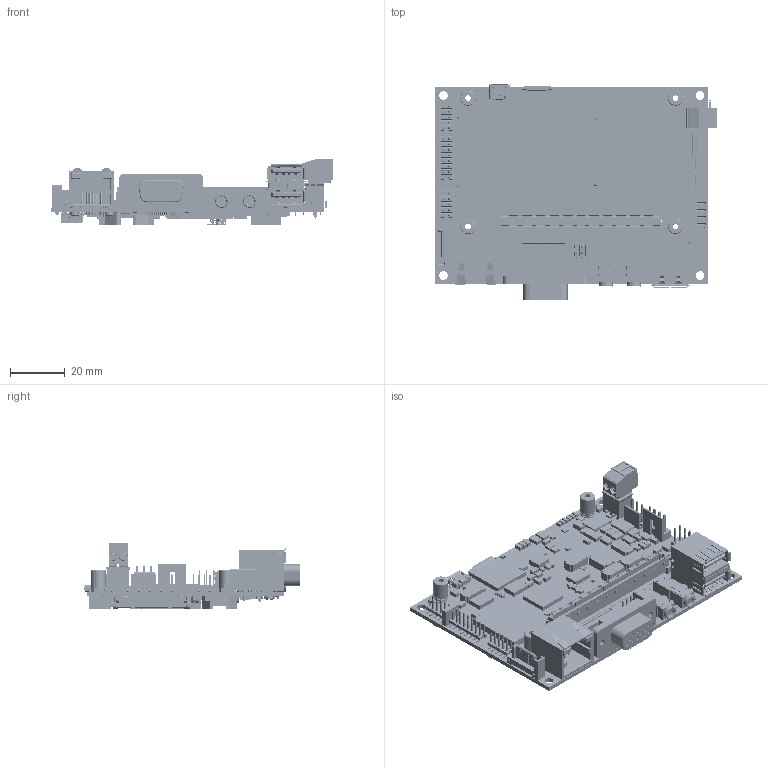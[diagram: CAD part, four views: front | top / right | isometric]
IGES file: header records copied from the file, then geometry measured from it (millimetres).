
Start section: SolidWorks IGES file using analytic representation for surfaces
Global section: file name: toradex_daisy_v1_1.IGS; native system: SolidWorks 2010; preprocessor: SolidWorks 2010; author: favre; date: 100716.092529; units: millimetre
Bounding box: 103.1 x 79.25 x 24.47 mm (x, y, z)
Surface area: 48199 mm2 (no closed solid volume)
Topology: 0 solids, 0 shells, 10173 faces, 66609 edges, 66603 vertices
Faces by surface type: bspline 8553, revolution 1620
